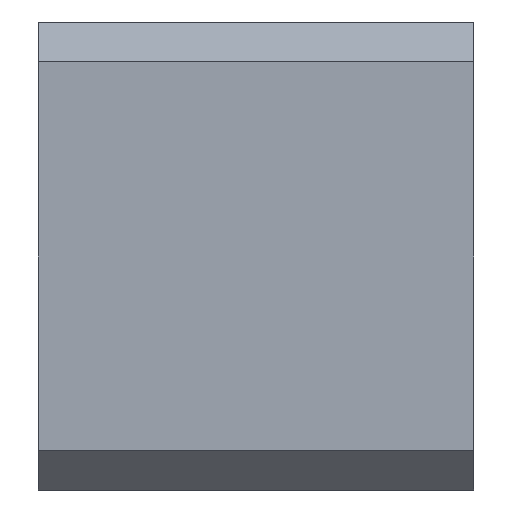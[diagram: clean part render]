
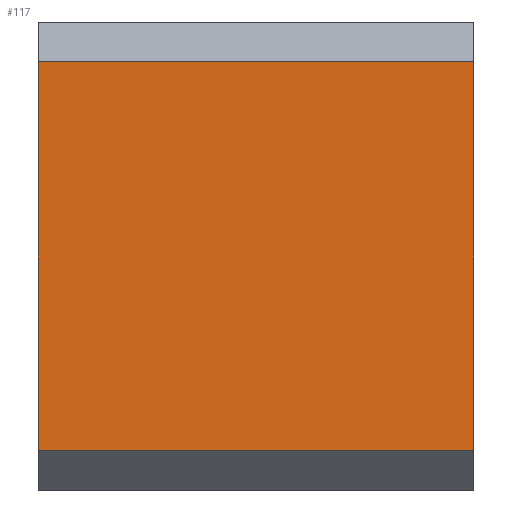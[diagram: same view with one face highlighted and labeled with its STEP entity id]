
A CAD part, left-side view. The second image highlights one B-rep face of the part: STEP entity #117.
In plain terms, the highlighted planar face has unit normal (-1, 0, 0).
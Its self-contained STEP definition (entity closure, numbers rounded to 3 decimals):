
#117 = ADVANCED_FACE ( 'NONE', ( #2385 ), #7988, .F. ) ;
#366 = VECTOR ( 'NONE', #3370, 1000. ) ;
#680 = DIRECTION ( 'NONE',  ( 0., 1., 0. ) ) ;
#804 = CARTESIAN_POINT ( 'NONE',  ( -28., -44.25, -13.5 ) ) ;
#1036 = DIRECTION ( 'NONE',  ( 0., 0., -1. ) ) ;
#1293 = ORIENTED_EDGE ( 'NONE', *, *, #1706, .T. ) ;
#1447 = AXIS2_PLACEMENT_3D ( 'NONE', #5131, #1840, #1036 ) ;
#1706 = EDGE_CURVE ( 'NONE', #6686, #4474, #4638, .T. ) ;
#1796 = EDGE_CURVE ( 'NONE', #4912, #7254, #6056, .T. ) ;
#1840 = DIRECTION ( 'NONE',  ( 1., 0., 0. ) ) ;
#2371 = CARTESIAN_POINT ( 'NONE',  ( -28., -11.2, 16. ) ) ;
#2385 = FACE_OUTER_BOUND ( 'NONE', #4105, .T. ) ;
#2846 = VECTOR ( 'NONE', #680, 1000. ) ;
#3280 = DIRECTION ( 'NONE',  ( 0., 0., -1. ) ) ;
#3370 = DIRECTION ( 'NONE',  ( 0., 0., 1. ) ) ;
#3949 = CARTESIAN_POINT ( 'NONE',  ( -28., -11.2, -16.5 ) ) ;
#3976 = CARTESIAN_POINT ( 'NONE',  ( -28., -11.2, 16. ) ) ;
#4041 = CARTESIAN_POINT ( 'NONE',  ( -28., -44.25, -58.489 ) ) ;
#4105 = EDGE_LOOP ( 'NONE', ( #1293, #6936, #6057, #4965 ) ) ;
#4474 = VERTEX_POINT ( 'NONE', #7041 ) ;
#4638 = LINE ( 'NONE', #3949, #4820 ) ;
#4820 = VECTOR ( 'NONE', #3280, 1000. ) ;
#4912 = VERTEX_POINT ( 'NONE', #4994 ) ;
#4965 = ORIENTED_EDGE ( 'NONE', *, *, #6305, .T. ) ;
#4994 = CARTESIAN_POINT ( 'NONE',  ( -28., -44.25, -13.5 ) ) ;
#5089 = CARTESIAN_POINT ( 'NONE',  ( -28., -44.25, 16. ) ) ;
#5131 = CARTESIAN_POINT ( 'NONE',  ( -28., 30.5, -58.489 ) ) ;
#6056 = LINE ( 'NONE', #4041, #366 ) ;
#6057 = ORIENTED_EDGE ( 'NONE', *, *, #1796, .T. ) ;
#6191 = LINE ( 'NONE', #804, #7432 ) ;
#6249 = LINE ( 'NONE', #3976, #2846 ) ;
#6305 = EDGE_CURVE ( 'NONE', #7254, #6686, #6249, .T. ) ;
#6686 = VERTEX_POINT ( 'NONE', #2371 ) ;
#6936 = ORIENTED_EDGE ( 'NONE', *, *, #7613, .T. ) ;
#7041 = CARTESIAN_POINT ( 'NONE',  ( -28., -11.2, -13.5 ) ) ;
#7254 = VERTEX_POINT ( 'NONE', #5089 ) ;
#7432 = VECTOR ( 'NONE', #8160, 1000. ) ;
#7613 = EDGE_CURVE ( 'NONE', #4474, #4912, #6191, .T. ) ;
#7988 = PLANE ( 'NONE',  #1447 ) ;
#8160 = DIRECTION ( 'NONE',  ( 0., -1., 0. ) ) ;
